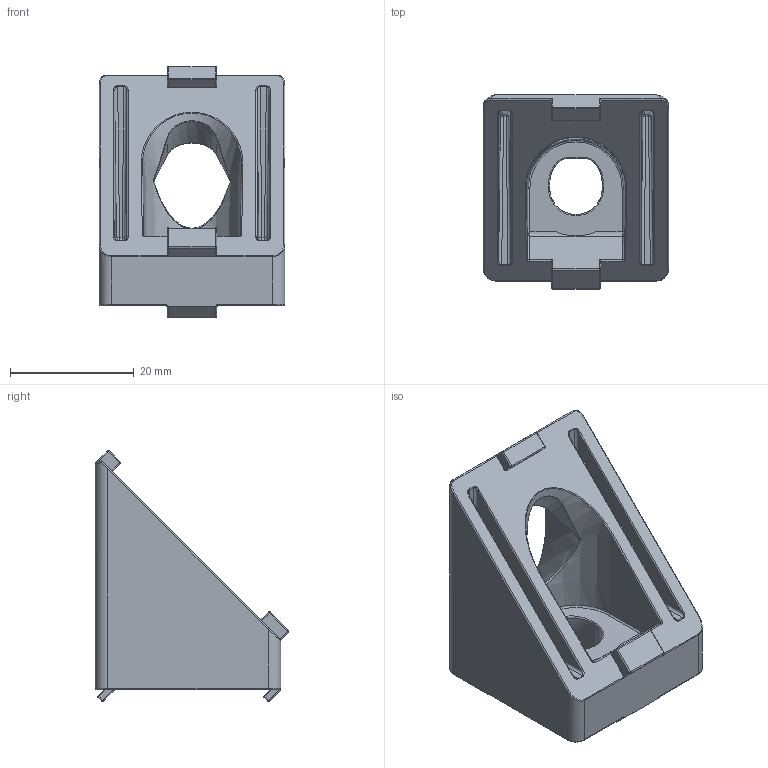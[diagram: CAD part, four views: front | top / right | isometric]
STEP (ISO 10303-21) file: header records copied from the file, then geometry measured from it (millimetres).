
FILE_DESCRIPTION(/* description */ (''),/* implementation_level */ '2;1');
FILE_NAME(/* name */ '303045.stp',/* time_stamp */ '2021-10-28T08:22:00+02:00',/* author */ ('Špaček'),/* organization */ ('Alutec K&K'),/* preprocessor_version */ 'ST-DEVELOPER v18.1',/* originating_system */ 'Autodesk Inventor 2021',/* authorisation */ '');
FILE_SCHEMA (('AUTOMOTIVE_DESIGN { 1 0 10303 214 3 1 1 }'));
Length unit declared in the file: millimetre
Products named in the file (1): 303045
Bounding box: 30 x 31.31 x 40.54 mm (x, y, z)
Volume: 12617.8 mm3; surface area: 7419.1 mm2
Topology: 1 solids, 1 shells, 266 faces, 606 edges, 339 vertices
Faces by surface type: cylinder 114, plane 55, bspline 48, sphere 28, torus 17, cone 4
Entity records: 11567 total; most frequent: CARTESIAN_POINT 5845, DIRECTION 1200, ORIENTED_EDGE 1196, EDGE_CURVE 598, AXIS2_PLACEMENT_3D 474, VERTEX_POINT 339, EDGE_LOOP 275, FACE_OUTER_BOUND 266
